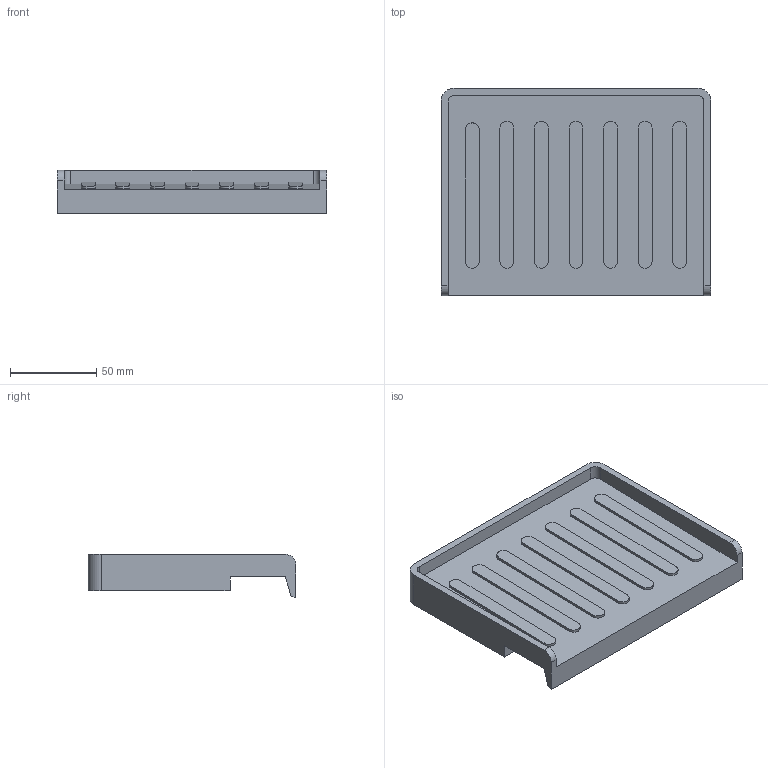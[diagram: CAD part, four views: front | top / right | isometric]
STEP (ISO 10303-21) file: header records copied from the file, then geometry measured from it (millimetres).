
FILE_DESCRIPTION(/* description */ (''),/* implementation_level */ '2;1');
FILE_NAME(/* name */ 'Kitchendrop v15.stp',/* time_stamp */ '2022-09-22T11:50:52+02:00',/* author */ (''),/* organization */ (''),/* preprocessor_version */ 'ST-DEVELOPER v19',/* originating_system */ 'Autodesk Translation Framework v11.7.0.108',/* authorisation */ '');
FILE_SCHEMA (('AUTOMOTIVE_DESIGN { 1 0 10303 214 3 1 1 }'));
Length unit declared in the file: millimetre
Products named in the file (1): Kitchendrop
Bounding box: 156 x 120 x 25 mm (x, y, z)
Volume: 111854.6 mm3; surface area: 59441.2 mm2
Topology: 1 solids, 1 shells, 62 faces, 156 edges, 104 vertices
Faces by surface type: plane 41, cylinder 21
Entity records: 1895 total; most frequent: CARTESIAN_POINT 329, DIRECTION 320, ORIENTED_EDGE 312, EDGE_CURVE 156, LINE 114, VECTOR 114, VERTEX_POINT 104, AXIS2_PLACEMENT_3D 103
